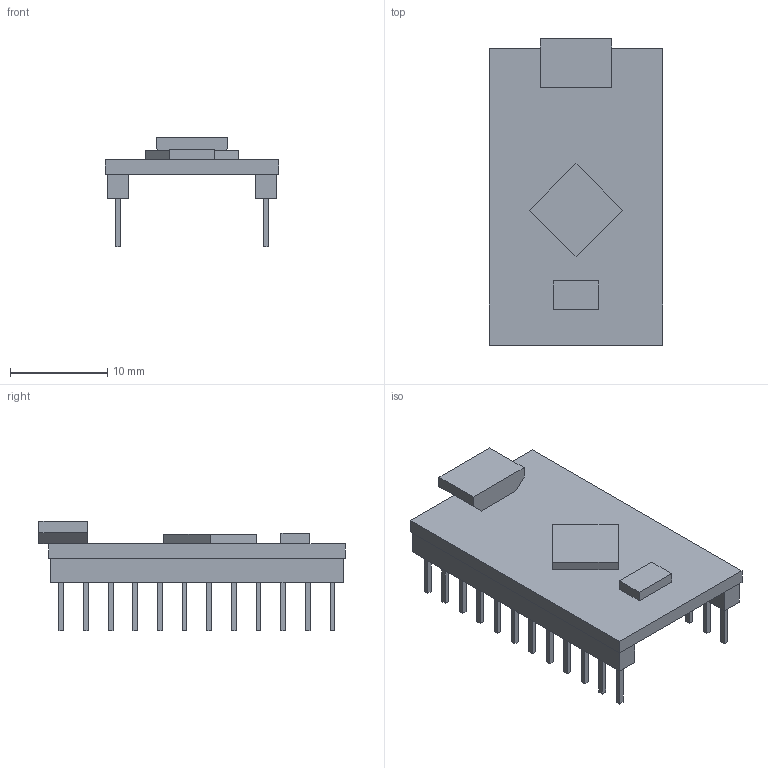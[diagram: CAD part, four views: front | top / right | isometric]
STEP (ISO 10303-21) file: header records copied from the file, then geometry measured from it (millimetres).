
FILE_DESCRIPTION(/* description */ (''),/* implementation_level */ '2;1');
FILE_NAME(/* name */ 'ARDUINO-MICRO v5.step',/* time_stamp */ '2022-07-01T14:23:26-07:00',/* author */ (''),/* organization */ (''),/* preprocessor_version */ 'ST-DEVELOPER v19',/* originating_system */ 'Autodesk Translation Framework v11.7.0.108',/* authorisation */ '');
FILE_SCHEMA (('AUTOMOTIVE_DESIGN { 1 0 10303 214 3 1 1 }'));
Length unit declared in the file: millimetre
Products named in the file (1): ARDUINO-MICRO
Bounding box: 17.84 x 31.54 x 11.3 mm (x, y, z)
Volume: 1245.1 mm3; surface area: 2420.2 mm2
Topology: 30 solids, 30 shells, 189 faces, 384 edges, 256 vertices
Faces by surface type: plane 189
Entity records: 4877 total; most frequent: CARTESIAN_POINT 830, ORIENTED_EDGE 768, DIRECTION 764, LINE 384, VECTOR 384, EDGE_CURVE 384, VERTEX_POINT 256, EDGE_LOOP 190
